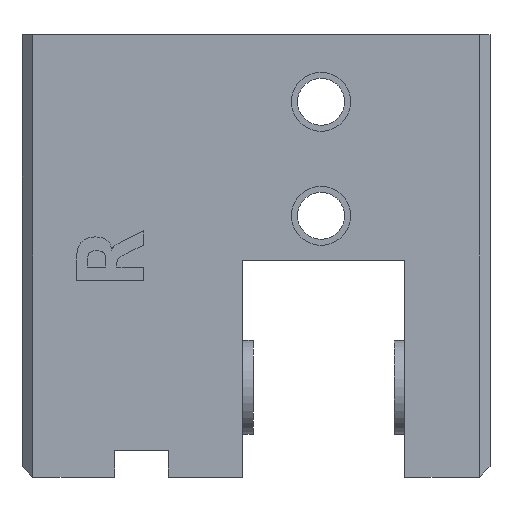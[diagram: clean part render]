
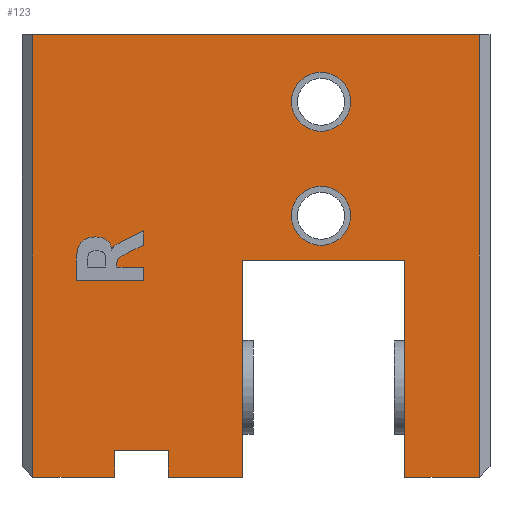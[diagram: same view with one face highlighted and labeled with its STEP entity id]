
A CAD part, left-side view. The second image highlights one B-rep face of the part: STEP entity #123.
In plain terms, the highlighted planar face has unit normal (-1, 0, 0).
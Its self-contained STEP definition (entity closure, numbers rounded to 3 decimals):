
#22 = VERTEX_POINT('',#23);
#23 = CARTESIAN_POINT('',(0.15,-16.55,0.));
#31 = EDGE_CURVE('',#32,#22,#34,.T.);
#32 = VERTEX_POINT('',#33);
#33 = CARTESIAN_POINT('',(0.15,-16.55,16.2));
#34 = LINE('',#35,#36);
#35 = CARTESIAN_POINT('',(0.15,-16.55,16.2));
#36 = VECTOR('',#37,1.);
#37 = DIRECTION('',(0.,0.,-1.));
#97 = VERTEX_POINT('',#98);
#98 = CARTESIAN_POINT('',(0.15,-11.,0.));
#106 = EDGE_CURVE('',#22,#97,#107,.T.);
#107 = LINE('',#108,#109);
#108 = CARTESIAN_POINT('',(0.15,-35.1,0.));
#109 = VECTOR('',#110,1.);
#110 = DIRECTION('',(0.,1.,0.));
#123 = ADVANCED_FACE('',(#124,#206,#217,#228),#358,.T.);
#124 = FACE_BOUND('',#125,.T.);
#125 = EDGE_LOOP('',(#126,#136,#144,#152,#160,#168,#176,#184,#190,#191,
    #192,#200));
#126 = ORIENTED_EDGE('',*,*,#127,.F.);
#127 = EDGE_CURVE('',#128,#130,#132,.T.);
#128 = VERTEX_POINT('',#129);
#129 = CARTESIAN_POINT('',(0.15,-34.2,0.));
#130 = VERTEX_POINT('',#131);
#131 = CARTESIAN_POINT('',(0.15,-28.65,0.));
#132 = LINE('',#133,#134);
#133 = CARTESIAN_POINT('',(0.15,-35.1,0.));
#134 = VECTOR('',#135,1.);
#135 = DIRECTION('',(0.,1.,0.));
#136 = ORIENTED_EDGE('',*,*,#137,.T.);
#137 = EDGE_CURVE('',#128,#138,#140,.T.);
#138 = VERTEX_POINT('',#139);
#139 = CARTESIAN_POINT('',(0.15,-34.2,33.));
#140 = LINE('',#141,#142);
#141 = CARTESIAN_POINT('',(0.15,-34.2,0.));
#142 = VECTOR('',#143,1.);
#143 = DIRECTION('',(0.,0.,1.));
#144 = ORIENTED_EDGE('',*,*,#145,.T.);
#145 = EDGE_CURVE('',#138,#146,#148,.T.);
#146 = VERTEX_POINT('',#147);
#147 = CARTESIAN_POINT('',(0.15,-0.9,33.));
#148 = LINE('',#149,#150);
#149 = CARTESIAN_POINT('',(0.15,-35.1,33.));
#150 = VECTOR('',#151,1.);
#151 = DIRECTION('',(0.,1.,0.));
#152 = ORIENTED_EDGE('',*,*,#153,.F.);
#153 = EDGE_CURVE('',#154,#146,#156,.T.);
#154 = VERTEX_POINT('',#155);
#155 = CARTESIAN_POINT('',(0.15,-0.9,0.));
#156 = LINE('',#157,#158);
#157 = CARTESIAN_POINT('',(0.15,-0.9,0.));
#158 = VECTOR('',#159,1.);
#159 = DIRECTION('',(0.,0.,1.));
#160 = ORIENTED_EDGE('',*,*,#161,.F.);
#161 = EDGE_CURVE('',#162,#154,#164,.T.);
#162 = VERTEX_POINT('',#163);
#163 = CARTESIAN_POINT('',(0.15,-7.,0.));
#164 = LINE('',#165,#166);
#165 = CARTESIAN_POINT('',(0.15,-35.1,0.));
#166 = VECTOR('',#167,1.);
#167 = DIRECTION('',(0.,1.,0.));
#168 = ORIENTED_EDGE('',*,*,#169,.T.);
#169 = EDGE_CURVE('',#162,#170,#172,.T.);
#170 = VERTEX_POINT('',#171);
#171 = CARTESIAN_POINT('',(0.15,-7.,2.));
#172 = LINE('',#173,#174);
#173 = CARTESIAN_POINT('',(0.15,-7.,0.));
#174 = VECTOR('',#175,1.);
#175 = DIRECTION('',(0.,0.,1.));
#176 = ORIENTED_EDGE('',*,*,#177,.T.);
#177 = EDGE_CURVE('',#170,#178,#180,.T.);
#178 = VERTEX_POINT('',#179);
#179 = CARTESIAN_POINT('',(0.15,-11.,2.));
#180 = LINE('',#181,#182);
#181 = CARTESIAN_POINT('',(0.15,-7.,2.));
#182 = VECTOR('',#183,1.);
#183 = DIRECTION('',(0.,-1.,0.));
#184 = ORIENTED_EDGE('',*,*,#185,.F.);
#185 = EDGE_CURVE('',#97,#178,#186,.T.);
#186 = LINE('',#187,#188);
#187 = CARTESIAN_POINT('',(0.15,-11.,0.));
#188 = VECTOR('',#189,1.);
#189 = DIRECTION('',(0.,0.,1.));
#190 = ORIENTED_EDGE('',*,*,#106,.F.);
#191 = ORIENTED_EDGE('',*,*,#31,.F.);
#192 = ORIENTED_EDGE('',*,*,#193,.F.);
#193 = EDGE_CURVE('',#194,#32,#196,.T.);
#194 = VERTEX_POINT('',#195);
#195 = CARTESIAN_POINT('',(0.15,-28.65,16.2));
#196 = LINE('',#197,#198);
#197 = CARTESIAN_POINT('',(0.15,-28.65,16.2));
#198 = VECTOR('',#199,1.);
#199 = DIRECTION('',(0.,1.,0.));
#200 = ORIENTED_EDGE('',*,*,#201,.F.);
#201 = EDGE_CURVE('',#130,#194,#202,.T.);
#202 = LINE('',#203,#204);
#203 = CARTESIAN_POINT('',(0.15,-28.65,0.));
#204 = VECTOR('',#205,1.);
#205 = DIRECTION('',(0.,0.,1.));
#206 = FACE_BOUND('',#207,.T.);
#207 = EDGE_LOOP('',(#208));
#208 = ORIENTED_EDGE('',*,*,#209,.F.);
#209 = EDGE_CURVE('',#210,#210,#212,.T.);
#210 = VERTEX_POINT('',#211);
#211 = CARTESIAN_POINT('',(0.15,-24.6,28.));
#212 = CIRCLE('',#213,2.2);
#213 = AXIS2_PLACEMENT_3D('',#214,#215,#216);
#214 = CARTESIAN_POINT('',(0.15,-22.4,28.));
#215 = DIRECTION('',(-1.,0.,0.));
#216 = DIRECTION('',(0.,-1.,0.));
#217 = FACE_BOUND('',#218,.T.);
#218 = EDGE_LOOP('',(#219));
#219 = ORIENTED_EDGE('',*,*,#220,.F.);
#220 = EDGE_CURVE('',#221,#221,#223,.T.);
#221 = VERTEX_POINT('',#222);
#222 = CARTESIAN_POINT('',(0.15,-24.6,19.5));
#223 = CIRCLE('',#224,2.2);
#224 = AXIS2_PLACEMENT_3D('',#225,#226,#227);
#225 = CARTESIAN_POINT('',(0.15,-22.4,19.5));
#226 = DIRECTION('',(-1.,0.,0.));
#227 = DIRECTION('',(0.,-1.,0.));
#228 = FACE_BOUND('',#229,.T.);
#229 = EDGE_LOOP('',(#230,#240,#248,#256,#264,#272,#280,#288,#296,#304,
    #312,#320,#328,#336,#344,#352));
#230 = ORIENTED_EDGE('',*,*,#231,.T.);
#231 = EDGE_CURVE('',#232,#234,#236,.T.);
#232 = VERTEX_POINT('',#233);
#233 = CARTESIAN_POINT('',(0.15,-6.429,17.67));
#234 = VERTEX_POINT('',#235);
#235 = CARTESIAN_POINT('',(0.15,-6.794,16.947));
#236 = B_SPLINE_CURVE_WITH_KNOTS('',2,(#237,#238,#239),.UNSPECIFIED.,.F.
  ,.F.,(3,3),(0.,1.),.PIECEWISE_BEZIER_KNOTS.);
#237 = CARTESIAN_POINT('',(0.15,-6.429,17.67));
#238 = CARTESIAN_POINT('',(0.15,-6.734,17.419));
#239 = CARTESIAN_POINT('',(0.15,-6.794,16.947));
#240 = ORIENTED_EDGE('',*,*,#241,.T.);
#241 = EDGE_CURVE('',#234,#242,#244,.T.);
#242 = VERTEX_POINT('',#243);
#243 = CARTESIAN_POINT('',(0.15,-6.933,17.203));
#244 = B_SPLINE_CURVE_WITH_KNOTS('',2,(#245,#246,#247),.UNSPECIFIED.,.F.
  ,.F.,(3,3),(0.,1.),.PIECEWISE_BEZIER_KNOTS.);
#245 = CARTESIAN_POINT('',(0.15,-6.794,16.947));
#246 = CARTESIAN_POINT('',(0.15,-6.825,17.094));
#247 = CARTESIAN_POINT('',(0.15,-6.933,17.203));
#248 = ORIENTED_EDGE('',*,*,#249,.T.);
#249 = EDGE_CURVE('',#242,#250,#252,.T.);
#250 = VERTEX_POINT('',#251);
#251 = CARTESIAN_POINT('',(0.15,-7.356,17.469));
#252 = B_SPLINE_CURVE_WITH_KNOTS('',2,(#253,#254,#255),.UNSPECIFIED.,.F.
  ,.F.,(3,3),(0.,1.),.PIECEWISE_BEZIER_KNOTS.);
#253 = CARTESIAN_POINT('',(0.15,-6.933,17.203));
#254 = CARTESIAN_POINT('',(0.15,-7.042,17.312));
#255 = CARTESIAN_POINT('',(0.15,-7.356,17.469));
#256 = ORIENTED_EDGE('',*,*,#257,.T.);
#257 = EDGE_CURVE('',#250,#258,#260,.T.);
#258 = VERTEX_POINT('',#259);
#259 = CARTESIAN_POINT('',(0.15,-9.15,18.373));
#260 = LINE('',#261,#262);
#261 = CARTESIAN_POINT('',(0.15,-7.356,17.469));
#262 = VECTOR('',#263,1.);
#263 = DIRECTION('',(0.,-0.893,0.45));
#264 = ORIENTED_EDGE('',*,*,#265,.T.);
#265 = EDGE_CURVE('',#258,#266,#268,.T.);
#266 = VERTEX_POINT('',#267);
#267 = CARTESIAN_POINT('',(0.15,-9.15,17.288));
#268 = LINE('',#269,#270);
#269 = CARTESIAN_POINT('',(0.15,-9.15,18.373));
#270 = VECTOR('',#271,1.);
#271 = DIRECTION('',(0.,0.,-1.));
#272 = ORIENTED_EDGE('',*,*,#273,.T.);
#273 = EDGE_CURVE('',#266,#274,#276,.T.);
#274 = VERTEX_POINT('',#275);
#275 = CARTESIAN_POINT('',(0.15,-7.89,16.686));
#276 = LINE('',#277,#278);
#277 = CARTESIAN_POINT('',(0.15,-9.15,17.288));
#278 = VECTOR('',#279,1.);
#279 = DIRECTION('',(0.,0.902,-0.432));
#280 = ORIENTED_EDGE('',*,*,#281,.T.);
#281 = EDGE_CURVE('',#274,#282,#284,.T.);
#282 = VERTEX_POINT('',#283);
#283 = CARTESIAN_POINT('',(0.15,-7.743,16.615));
#284 = B_SPLINE_CURVE_WITH_KNOTS('',2,(#285,#286,#287),.UNSPECIFIED.,.F.
  ,.F.,(3,3),(0.,1.),.PIECEWISE_BEZIER_KNOTS.);
#285 = CARTESIAN_POINT('',(0.15,-7.89,16.686));
#286 = CARTESIAN_POINT('',(0.15,-7.837,16.659));
#287 = CARTESIAN_POINT('',(0.15,-7.743,16.615));
#288 = ORIENTED_EDGE('',*,*,#289,.T.);
#289 = EDGE_CURVE('',#282,#290,#292,.T.);
#290 = VERTEX_POINT('',#291);
#291 = CARTESIAN_POINT('',(0.15,-7.179,15.992));
#292 = B_SPLINE_CURVE_WITH_KNOTS('',2,(#293,#294,#295),.UNSPECIFIED.,.F.
  ,.F.,(3,3),(0.,1.),.PIECEWISE_BEZIER_KNOTS.);
#293 = CARTESIAN_POINT('',(0.15,-7.743,16.615));
#294 = CARTESIAN_POINT('',(0.15,-7.179,16.351));
#295 = CARTESIAN_POINT('',(0.15,-7.179,15.992));
#296 = ORIENTED_EDGE('',*,*,#297,.T.);
#297 = EDGE_CURVE('',#290,#298,#300,.T.);
#298 = VERTEX_POINT('',#299);
#299 = CARTESIAN_POINT('',(0.15,-7.179,15.678));
#300 = LINE('',#301,#302);
#301 = CARTESIAN_POINT('',(0.15,-7.179,15.992));
#302 = VECTOR('',#303,1.);
#303 = DIRECTION('',(0.,0.,-1.));
#304 = ORIENTED_EDGE('',*,*,#305,.T.);
#305 = EDGE_CURVE('',#298,#306,#308,.T.);
#306 = VERTEX_POINT('',#307);
#307 = CARTESIAN_POINT('',(0.15,-9.15,15.678));
#308 = LINE('',#309,#310);
#309 = CARTESIAN_POINT('',(0.15,-7.179,15.678));
#310 = VECTOR('',#311,1.);
#311 = DIRECTION('',(0.,-1.,0.));
#312 = ORIENTED_EDGE('',*,*,#313,.T.);
#313 = EDGE_CURVE('',#306,#314,#316,.T.);
#314 = VERTEX_POINT('',#315);
#315 = CARTESIAN_POINT('',(0.15,-9.15,14.69));
#316 = LINE('',#317,#318);
#317 = CARTESIAN_POINT('',(0.15,-9.15,15.678));
#318 = VECTOR('',#319,1.);
#319 = DIRECTION('',(0.,0.,-1.));
#320 = ORIENTED_EDGE('',*,*,#321,.T.);
#321 = EDGE_CURVE('',#314,#322,#324,.T.);
#322 = VERTEX_POINT('',#323);
#323 = CARTESIAN_POINT('',(0.15,-4.15,14.69));
#324 = LINE('',#325,#326);
#325 = CARTESIAN_POINT('',(0.15,-9.15,14.69));
#326 = VECTOR('',#327,1.);
#327 = DIRECTION('',(0.,1.,0.));
#328 = ORIENTED_EDGE('',*,*,#329,.T.);
#329 = EDGE_CURVE('',#322,#330,#332,.T.);
#330 = VERTEX_POINT('',#331);
#331 = CARTESIAN_POINT('',(0.15,-4.15,16.116));
#332 = LINE('',#333,#334);
#333 = CARTESIAN_POINT('',(0.15,-4.15,14.69));
#334 = VECTOR('',#335,1.);
#335 = DIRECTION('',(0.,0.,1.));
#336 = ORIENTED_EDGE('',*,*,#337,.T.);
#337 = EDGE_CURVE('',#330,#338,#340,.T.);
#338 = VERTEX_POINT('',#339);
#339 = CARTESIAN_POINT('',(0.15,-4.492,17.501));
#340 = B_SPLINE_CURVE_WITH_KNOTS('',2,(#341,#342,#343),.UNSPECIFIED.,.F.
  ,.F.,(3,3),(0.,1.),.PIECEWISE_BEZIER_KNOTS.);
#341 = CARTESIAN_POINT('',(0.15,-4.15,16.116));
#342 = CARTESIAN_POINT('',(0.15,-4.15,17.081));
#343 = CARTESIAN_POINT('',(0.15,-4.492,17.501));
#344 = ORIENTED_EDGE('',*,*,#345,.T.);
#345 = EDGE_CURVE('',#338,#346,#348,.T.);
#346 = VERTEX_POINT('',#347);
#347 = CARTESIAN_POINT('',(0.15,-5.606,17.921));
#348 = B_SPLINE_CURVE_WITH_KNOTS('',2,(#349,#350,#351),.UNSPECIFIED.,.F.
  ,.F.,(3,3),(0.,1.),.PIECEWISE_BEZIER_KNOTS.);
#349 = CARTESIAN_POINT('',(0.15,-4.492,17.501));
#350 = CARTESIAN_POINT('',(0.15,-4.835,17.921));
#351 = CARTESIAN_POINT('',(0.15,-5.606,17.921));
#352 = ORIENTED_EDGE('',*,*,#353,.T.);
#353 = EDGE_CURVE('',#346,#232,#354,.T.);
#354 = B_SPLINE_CURVE_WITH_KNOTS('',2,(#355,#356,#357),.UNSPECIFIED.,.F.
  ,.F.,(3,3),(0.,1.),.PIECEWISE_BEZIER_KNOTS.);
#355 = CARTESIAN_POINT('',(0.15,-5.606,17.921));
#356 = CARTESIAN_POINT('',(0.15,-6.123,17.921));
#357 = CARTESIAN_POINT('',(0.15,-6.429,17.67));
#358 = PLANE('',#359);
#359 = AXIS2_PLACEMENT_3D('',#360,#361,#362);
#360 = CARTESIAN_POINT('',(0.15,-35.1,0.));
#361 = DIRECTION('',(-1.,0.,0.));
#362 = DIRECTION('',(0.,1.,0.));
